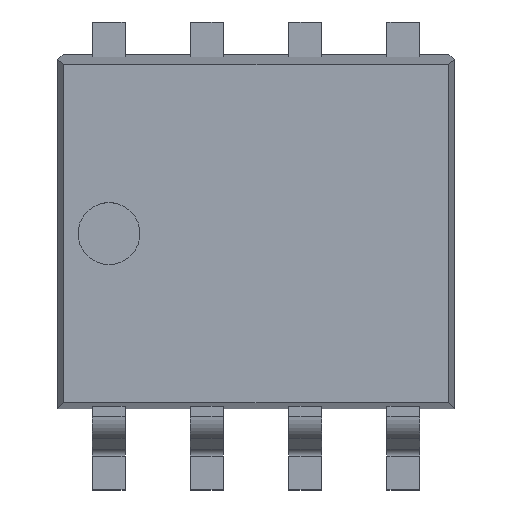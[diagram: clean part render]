
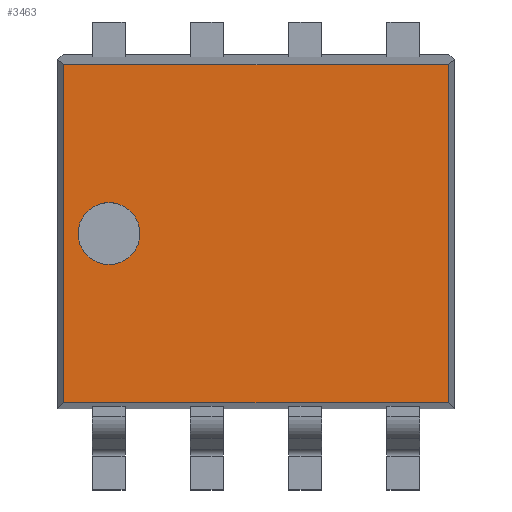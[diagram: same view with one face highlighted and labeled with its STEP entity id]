
A CAD part, top view. The second image highlights one B-rep face of the part: STEP entity #3463.
In plain terms, the highlighted planar face has unit normal (0, 0, 1).
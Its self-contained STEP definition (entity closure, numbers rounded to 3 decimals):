
#135 = CARTESIAN_POINT ( 'NONE',  ( 0., -2.712, 1.05 ) ) ;
#222 = DIRECTION ( 'NONE',  ( 1., 0., 0. ) ) ;
#261 = CARTESIAN_POINT ( 'NONE',  ( -2.484, -4.921, 1.05 ) ) ;
#366 = VERTEX_POINT ( 'NONE', #3024 ) ;
#419 = CARTESIAN_POINT ( 'NONE',  ( -2.484, -0.551, 1.05 ) ) ;
#481 = EDGE_CURVE ( 'NONE', #366, #3371, #2142, .T. ) ;
#513 = VERTEX_POINT ( 'NONE', #261 ) ;
#645 = CARTESIAN_POINT ( 'NONE',  ( -2.3, -2.736, 1.05 ) ) ;
#672 = CIRCLE ( 'NONE', #1055, 0.4 ) ;
#801 = FACE_OUTER_BOUND ( 'NONE', #1703, .T. ) ;
#824 = ORIENTED_EDGE ( 'NONE', *, *, #3121, .T. ) ;
#849 = DIRECTION ( 'NONE',  ( -1., 0., 0. ) ) ;
#1021 = CARTESIAN_POINT ( 'NONE',  ( 2.484, -0.551, 1.05 ) ) ;
#1039 = PLANE ( 'NONE',  #1395 ) ;
#1055 = AXIS2_PLACEMENT_3D ( 'NONE', #1520, #1226, #3809 ) ;
#1089 = DIRECTION ( 'NONE',  ( 0., 0., -1. ) ) ;
#1226 = DIRECTION ( 'NONE',  ( 0., 0., -1. ) ) ;
#1252 = CIRCLE ( 'NONE', #3090, 0.4 ) ;
#1395 = AXIS2_PLACEMENT_3D ( 'NONE', #135, #1664, #2050 ) ;
#1496 = VERTEX_POINT ( 'NONE', #645 ) ;
#1505 = EDGE_CURVE ( 'NONE', #1496, #3295, #672, .T. ) ;
#1520 = CARTESIAN_POINT ( 'NONE',  ( -1.9, -2.736, 1.05 ) ) ;
#1559 = DIRECTION ( 'NONE',  ( 0., 1., 0. ) ) ;
#1664 = DIRECTION ( 'NONE',  ( 0., 0., 1. ) ) ;
#1703 = EDGE_LOOP ( 'NONE', ( #824, #1842, #2095, #3306 ) ) ;
#1730 = CARTESIAN_POINT ( 'NONE',  ( -1.9, -2.736, 1.05 ) ) ;
#1842 = ORIENTED_EDGE ( 'NONE', *, *, #481, .T. ) ;
#2050 = DIRECTION ( 'NONE',  ( 1., 0., 0. ) ) ;
#2079 = CARTESIAN_POINT ( 'NONE',  ( 0., -0.551, 1.05 ) ) ;
#2095 = ORIENTED_EDGE ( 'NONE', *, *, #2226, .T. ) ;
#2142 = LINE ( 'NONE', #2726, #3544 ) ;
#2226 = EDGE_CURVE ( 'NONE', #3371, #2617, #3675, .T. ) ;
#2297 = VECTOR ( 'NONE', #3575, 1000. ) ;
#2341 = ORIENTED_EDGE ( 'NONE', *, *, #1505, .T. ) ;
#2516 = CARTESIAN_POINT ( 'NONE',  ( -1.5, -2.736, 1.05 ) ) ;
#2609 = EDGE_CURVE ( 'NONE', #2617, #513, #2614, .T. ) ;
#2614 = LINE ( 'NONE', #3826, #2297 ) ;
#2617 = VERTEX_POINT ( 'NONE', #419 ) ;
#2686 = CARTESIAN_POINT ( 'NONE',  ( 0., -4.921, 1.05 ) ) ;
#2726 = CARTESIAN_POINT ( 'NONE',  ( 2.484, -2.712, 1.05 ) ) ;
#2821 = VECTOR ( 'NONE', #222, 1000. ) ;
#3024 = CARTESIAN_POINT ( 'NONE',  ( 2.484, -4.921, 1.05 ) ) ;
#3038 = EDGE_LOOP ( 'NONE', ( #2341, #3060 ) ) ;
#3040 = LINE ( 'NONE', #2686, #2821 ) ;
#3060 = ORIENTED_EDGE ( 'NONE', *, *, #3367, .T. ) ;
#3090 = AXIS2_PLACEMENT_3D ( 'NONE', #1730, #1089, #3620 ) ;
#3121 = EDGE_CURVE ( 'NONE', #513, #366, #3040, .T. ) ;
#3219 = FACE_BOUND ( 'NONE', #3038, .T. ) ;
#3295 = VERTEX_POINT ( 'NONE', #2516 ) ;
#3306 = ORIENTED_EDGE ( 'NONE', *, *, #2609, .T. ) ;
#3367 = EDGE_CURVE ( 'NONE', #3295, #1496, #1252, .T. ) ;
#3371 = VERTEX_POINT ( 'NONE', #1021 ) ;
#3463 = ADVANCED_FACE ( 'NONE', ( #3219, #801 ), #1039, .T. ) ;
#3544 = VECTOR ( 'NONE', #1559, 1000. ) ;
#3575 = DIRECTION ( 'NONE',  ( 0., -1., 0. ) ) ;
#3620 = DIRECTION ( 'NONE',  ( -1., 0., 0. ) ) ;
#3675 = LINE ( 'NONE', #2079, #3687 ) ;
#3687 = VECTOR ( 'NONE', #849, 1000. ) ;
#3809 = DIRECTION ( 'NONE',  ( -1., 0., 0. ) ) ;
#3826 = CARTESIAN_POINT ( 'NONE',  ( -2.484, -2.712, 1.05 ) ) ;
